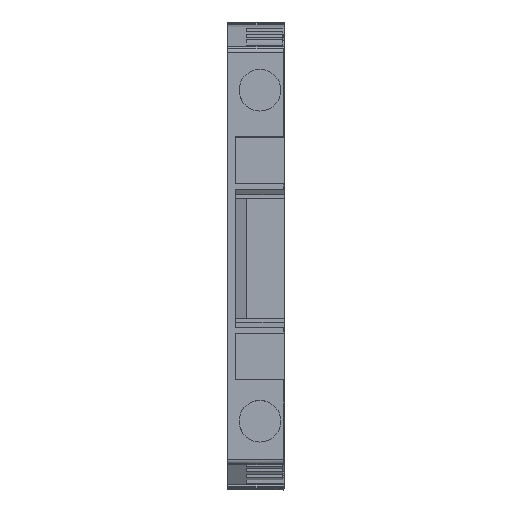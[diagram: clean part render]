
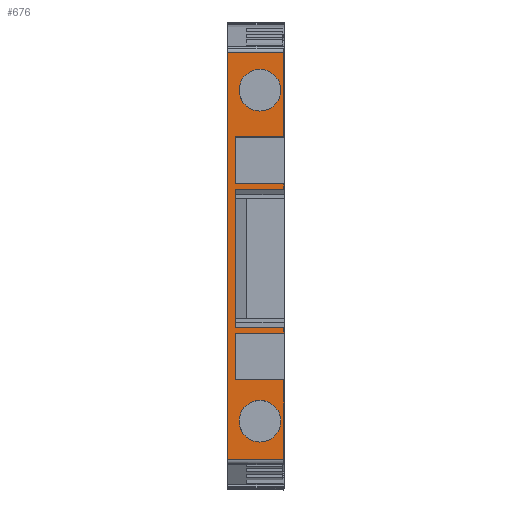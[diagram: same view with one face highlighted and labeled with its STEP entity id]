
A CAD part, top view. The second image highlights one B-rep face of the part: STEP entity #676.
In plain terms, the highlighted planar face has unit normal (0, 0, 1).
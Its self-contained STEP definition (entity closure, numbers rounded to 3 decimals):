
#491=AXIS2_PLACEMENT_3D('Plane Axis2P3D',#488,#489,#490) ;
#610=AXIS2_PLACEMENT_3D('Circle Axis2P3D',#608,#609,$) ;
#619=AXIS2_PLACEMENT_3D('Circle Axis2P3D',#617,#618,$) ;
#626=AXIS2_PLACEMENT_3D('Circle Axis2P3D',#624,#625,$) ;
#633=AXIS2_PLACEMENT_3D('Circle Axis2P3D',#631,#632,$) ;
#644=AXIS2_PLACEMENT_3D('Circle Axis2P3D',#642,#643,$) ;
#653=AXIS2_PLACEMENT_3D('Circle Axis2P3D',#651,#652,$) ;
#660=AXIS2_PLACEMENT_3D('Circle Axis2P3D',#658,#659,$) ;
#667=AXIS2_PLACEMENT_3D('Circle Axis2P3D',#665,#666,$) ;
#41=CARTESIAN_POINT('Vertex',(1.1,22.58,47.45)) ;
#113=CARTESIAN_POINT('Vertex',(1.1,41.67,47.45)) ;
#116=CARTESIAN_POINT('Line Origine',(1.1,32.125,47.45)) ;
#153=CARTESIAN_POINT('Vertex',(7.785,22.58,47.45)) ;
#170=CARTESIAN_POINT('Line Origine',(4.442,22.58,47.45)) ;
#466=CARTESIAN_POINT('Vertex',(7.785,41.67,47.45)) ;
#469=CARTESIAN_POINT('Line Origine',(4.442,41.67,47.45)) ;
#488=CARTESIAN_POINT('Axis2P3D Location',(7.9,4.193,47.45)) ;
#493=CARTESIAN_POINT('Line Origine',(0.,4.316,47.45)) ;
#497=CARTESIAN_POINT('Vertex',(0.,4.193,47.45)) ;
#499=CARTESIAN_POINT('Vertex',(0.,4.44,47.45)) ;
#502=CARTESIAN_POINT('Line Origine',(3.892,4.193,47.45)) ;
#506=CARTESIAN_POINT('Vertex',(7.785,4.193,47.45)) ;
#509=CARTESIAN_POINT('Line Origine',(7.785,9.721,47.45)) ;
#513=CARTESIAN_POINT('Vertex',(7.785,15.25,47.45)) ;
#516=CARTESIAN_POINT('Line Origine',(4.442,15.25,47.45)) ;
#520=CARTESIAN_POINT('Vertex',(1.1,15.25,47.45)) ;
#523=CARTESIAN_POINT('Line Origine',(1.1,18.5,47.45)) ;
#527=CARTESIAN_POINT('Vertex',(1.1,21.75,47.45)) ;
#530=CARTESIAN_POINT('Line Origine',(4.442,21.75,47.45)) ;
#534=CARTESIAN_POINT('Vertex',(7.785,21.75,47.45)) ;
#537=CARTESIAN_POINT('Line Origine',(7.785,22.165,47.45)) ;
#542=CARTESIAN_POINT('Line Origine',(7.785,42.085,47.45)) ;
#546=CARTESIAN_POINT('Vertex',(7.785,42.5,47.45)) ;
#549=CARTESIAN_POINT('Line Origine',(4.442,42.5,47.45)) ;
#553=CARTESIAN_POINT('Vertex',(1.1,42.5,47.45)) ;
#556=CARTESIAN_POINT('Line Origine',(1.1,45.75,47.45)) ;
#560=CARTESIAN_POINT('Vertex',(1.1,49.,47.45)) ;
#563=CARTESIAN_POINT('Line Origine',(4.442,49.,47.45)) ;
#567=CARTESIAN_POINT('Vertex',(7.785,49.,47.45)) ;
#570=CARTESIAN_POINT('Line Origine',(7.785,54.904,47.45)) ;
#574=CARTESIAN_POINT('Vertex',(7.785,60.807,47.45)) ;
#577=CARTESIAN_POINT('Line Origine',(3.892,60.807,47.45)) ;
#581=CARTESIAN_POINT('Vertex',(0.,60.807,47.45)) ;
#584=CARTESIAN_POINT('Line Origine',(0.,32.623,47.45)) ;
#608=CARTESIAN_POINT('Axis2P3D Location',(4.5,55.5,47.45)) ;
#612=CARTESIAN_POINT('Vertex',(4.5,52.6,47.45)) ;
#614=CARTESIAN_POINT('Vertex',(7.4,55.5,47.45)) ;
#617=CARTESIAN_POINT('Axis2P3D Location',(4.5,55.5,47.45)) ;
#621=CARTESIAN_POINT('Vertex',(1.6,55.5,47.45)) ;
#624=CARTESIAN_POINT('Axis2P3D Location',(4.5,55.5,47.45)) ;
#628=CARTESIAN_POINT('Vertex',(4.5,58.4,47.45)) ;
#631=CARTESIAN_POINT('Axis2P3D Location',(4.5,55.5,47.45)) ;
#642=CARTESIAN_POINT('Axis2P3D Location',(4.5,9.5,47.45)) ;
#646=CARTESIAN_POINT('Vertex',(4.5,6.6,47.45)) ;
#648=CARTESIAN_POINT('Vertex',(7.4,9.5,47.45)) ;
#651=CARTESIAN_POINT('Axis2P3D Location',(4.5,9.5,47.45)) ;
#655=CARTESIAN_POINT('Vertex',(1.6,9.5,47.45)) ;
#658=CARTESIAN_POINT('Axis2P3D Location',(4.5,9.5,47.45)) ;
#662=CARTESIAN_POINT('Vertex',(4.5,12.4,47.45)) ;
#665=CARTESIAN_POINT('Axis2P3D Location',(4.5,9.5,47.45)) ;
#117=DIRECTION('Vector Direction',(0.,1.,0.)) ;
#171=DIRECTION('Vector Direction',(1.,0.,0.)) ;
#470=DIRECTION('Vector Direction',(1.,0.,0.)) ;
#489=DIRECTION('Axis2P3D Direction',(0.,0.,-1.)) ;
#490=DIRECTION('Axis2P3D XDirection',(0.,1.,0.)) ;
#494=DIRECTION('Vector Direction',(0.,1.,0.)) ;
#503=DIRECTION('Vector Direction',(1.,0.,0.)) ;
#510=DIRECTION('Vector Direction',(0.,1.,0.)) ;
#517=DIRECTION('Vector Direction',(1.,0.,0.)) ;
#524=DIRECTION('Vector Direction',(0.,1.,0.)) ;
#531=DIRECTION('Vector Direction',(1.,0.,0.)) ;
#538=DIRECTION('Vector Direction',(0.,-1.,0.)) ;
#543=DIRECTION('Vector Direction',(0.,-1.,0.)) ;
#550=DIRECTION('Vector Direction',(1.,0.,0.)) ;
#557=DIRECTION('Vector Direction',(0.,1.,0.)) ;
#564=DIRECTION('Vector Direction',(1.,0.,0.)) ;
#571=DIRECTION('Vector Direction',(0.,1.,0.)) ;
#578=DIRECTION('Vector Direction',(1.,0.,0.)) ;
#585=DIRECTION('Vector Direction',(0.,1.,0.)) ;
#609=DIRECTION('Axis2P3D Direction',(0.,0.,-1.)) ;
#618=DIRECTION('Axis2P3D Direction',(0.,0.,-1.)) ;
#625=DIRECTION('Axis2P3D Direction',(0.,0.,-1.)) ;
#632=DIRECTION('Axis2P3D Direction',(0.,0.,-1.)) ;
#643=DIRECTION('Axis2P3D Direction',(0.,0.,-1.)) ;
#652=DIRECTION('Axis2P3D Direction',(0.,0.,-1.)) ;
#659=DIRECTION('Axis2P3D Direction',(0.,0.,-1.)) ;
#666=DIRECTION('Axis2P3D Direction',(0.,0.,-1.)) ;
#118=VECTOR('Line Direction',#117,1.) ;
#172=VECTOR('Line Direction',#171,1.) ;
#471=VECTOR('Line Direction',#470,1.) ;
#495=VECTOR('Line Direction',#494,1.) ;
#504=VECTOR('Line Direction',#503,1.) ;
#511=VECTOR('Line Direction',#510,1.) ;
#518=VECTOR('Line Direction',#517,1.) ;
#525=VECTOR('Line Direction',#524,1.) ;
#532=VECTOR('Line Direction',#531,1.) ;
#539=VECTOR('Line Direction',#538,1.) ;
#544=VECTOR('Line Direction',#543,1.) ;
#551=VECTOR('Line Direction',#550,1.) ;
#558=VECTOR('Line Direction',#557,1.) ;
#565=VECTOR('Line Direction',#564,1.) ;
#572=VECTOR('Line Direction',#571,1.) ;
#579=VECTOR('Line Direction',#578,1.) ;
#586=VECTOR('Line Direction',#585,1.) ;
#590=ORIENTED_EDGE('',*,*,#501,.F.) ;
#591=ORIENTED_EDGE('',*,*,#508,.T.) ;
#592=ORIENTED_EDGE('',*,*,#515,.T.) ;
#593=ORIENTED_EDGE('',*,*,#522,.F.) ;
#594=ORIENTED_EDGE('',*,*,#529,.T.) ;
#595=ORIENTED_EDGE('',*,*,#536,.T.) ;
#596=ORIENTED_EDGE('',*,*,#541,.F.) ;
#597=ORIENTED_EDGE('',*,*,#174,.F.) ;
#598=ORIENTED_EDGE('',*,*,#120,.T.) ;
#599=ORIENTED_EDGE('',*,*,#473,.T.) ;
#600=ORIENTED_EDGE('',*,*,#548,.F.) ;
#601=ORIENTED_EDGE('',*,*,#555,.F.) ;
#602=ORIENTED_EDGE('',*,*,#562,.T.) ;
#603=ORIENTED_EDGE('',*,*,#569,.T.) ;
#604=ORIENTED_EDGE('',*,*,#576,.T.) ;
#605=ORIENTED_EDGE('',*,*,#583,.F.) ;
#606=ORIENTED_EDGE('',*,*,#588,.F.) ;
#637=ORIENTED_EDGE('',*,*,#616,.F.) ;
#638=ORIENTED_EDGE('',*,*,#623,.F.) ;
#639=ORIENTED_EDGE('',*,*,#630,.F.) ;
#640=ORIENTED_EDGE('',*,*,#635,.F.) ;
#671=ORIENTED_EDGE('',*,*,#650,.F.) ;
#672=ORIENTED_EDGE('',*,*,#657,.F.) ;
#673=ORIENTED_EDGE('',*,*,#664,.F.) ;
#674=ORIENTED_EDGE('',*,*,#669,.F.) ;
#641=FACE_BOUND('',#636,.T.) ;
#675=FACE_BOUND('',#670,.T.) ;
#676=ADVANCED_FACE('18979_KLTR_WTD6_1_35.1\\KLTR',(#607,#641,#675),#492,.F.) ;
#611=CIRCLE('generated circle',#610,2.9) ;
#620=CIRCLE('generated circle',#619,2.9) ;
#627=CIRCLE('generated circle',#626,2.9) ;
#634=CIRCLE('generated circle',#633,2.9) ;
#645=CIRCLE('generated circle',#644,2.9) ;
#654=CIRCLE('generated circle',#653,2.9) ;
#661=CIRCLE('generated circle',#660,2.9) ;
#668=CIRCLE('generated circle',#667,2.9) ;
#120=EDGE_CURVE('',#42,#114,#119,.T.) ;
#174=EDGE_CURVE('',#42,#154,#173,.T.) ;
#473=EDGE_CURVE('',#114,#467,#472,.T.) ;
#501=EDGE_CURVE('',#498,#500,#496,.T.) ;
#508=EDGE_CURVE('',#498,#507,#505,.T.) ;
#515=EDGE_CURVE('',#507,#514,#512,.T.) ;
#522=EDGE_CURVE('',#521,#514,#519,.T.) ;
#529=EDGE_CURVE('',#521,#528,#526,.T.) ;
#536=EDGE_CURVE('',#528,#535,#533,.T.) ;
#541=EDGE_CURVE('',#154,#535,#540,.T.) ;
#548=EDGE_CURVE('',#547,#467,#545,.T.) ;
#555=EDGE_CURVE('',#554,#547,#552,.T.) ;
#562=EDGE_CURVE('',#554,#561,#559,.T.) ;
#569=EDGE_CURVE('',#561,#568,#566,.T.) ;
#576=EDGE_CURVE('',#568,#575,#573,.T.) ;
#583=EDGE_CURVE('',#582,#575,#580,.T.) ;
#588=EDGE_CURVE('',#500,#582,#587,.T.) ;
#616=EDGE_CURVE('',#613,#615,#611,.F.) ;
#623=EDGE_CURVE('',#622,#613,#620,.F.) ;
#630=EDGE_CURVE('',#629,#622,#627,.F.) ;
#635=EDGE_CURVE('',#615,#629,#634,.F.) ;
#650=EDGE_CURVE('',#647,#649,#645,.F.) ;
#657=EDGE_CURVE('',#656,#647,#654,.F.) ;
#664=EDGE_CURVE('',#663,#656,#661,.F.) ;
#669=EDGE_CURVE('',#649,#663,#668,.F.) ;
#589=EDGE_LOOP('',(#590,#591,#592,#593,#594,#595,#596,#597,#598,#599,#600,#601,#602,#603,#604,#605,#606)) ;
#636=EDGE_LOOP('',(#637,#638,#639,#640)) ;
#670=EDGE_LOOP('',(#671,#672,#673,#674)) ;
#607=FACE_OUTER_BOUND('',#589,.T.) ;
#119=LINE('Line',#116,#118) ;
#173=LINE('Line',#170,#172) ;
#472=LINE('Line',#469,#471) ;
#496=LINE('Line',#493,#495) ;
#505=LINE('Line',#502,#504) ;
#512=LINE('Line',#509,#511) ;
#519=LINE('Line',#516,#518) ;
#526=LINE('Line',#523,#525) ;
#533=LINE('Line',#530,#532) ;
#540=LINE('Line',#537,#539) ;
#545=LINE('Line',#542,#544) ;
#552=LINE('Line',#549,#551) ;
#559=LINE('Line',#556,#558) ;
#566=LINE('Line',#563,#565) ;
#573=LINE('Line',#570,#572) ;
#580=LINE('Line',#577,#579) ;
#587=LINE('Line',#584,#586) ;
#492=PLANE('',#491) ;
#42=VERTEX_POINT('',#41) ;
#114=VERTEX_POINT('',#113) ;
#154=VERTEX_POINT('',#153) ;
#467=VERTEX_POINT('',#466) ;
#498=VERTEX_POINT('',#497) ;
#500=VERTEX_POINT('',#499) ;
#507=VERTEX_POINT('',#506) ;
#514=VERTEX_POINT('',#513) ;
#521=VERTEX_POINT('',#520) ;
#528=VERTEX_POINT('',#527) ;
#535=VERTEX_POINT('',#534) ;
#547=VERTEX_POINT('',#546) ;
#554=VERTEX_POINT('',#553) ;
#561=VERTEX_POINT('',#560) ;
#568=VERTEX_POINT('',#567) ;
#575=VERTEX_POINT('',#574) ;
#582=VERTEX_POINT('',#581) ;
#613=VERTEX_POINT('',#612) ;
#615=VERTEX_POINT('',#614) ;
#622=VERTEX_POINT('',#621) ;
#629=VERTEX_POINT('',#628) ;
#647=VERTEX_POINT('',#646) ;
#649=VERTEX_POINT('',#648) ;
#656=VERTEX_POINT('',#655) ;
#663=VERTEX_POINT('',#662) ;
